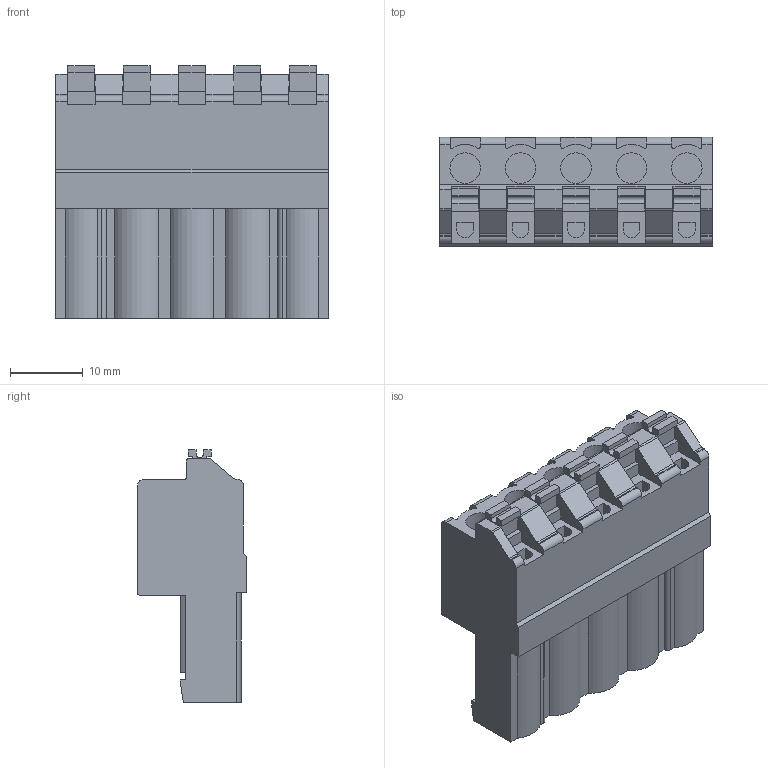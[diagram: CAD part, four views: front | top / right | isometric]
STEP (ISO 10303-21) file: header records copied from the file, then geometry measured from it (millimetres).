
FILE_DESCRIPTION(('CATIA V5 STEP Exchange','CAx-IF Rec.Pracs.--- Model Styling and Organization---1.2---2011-12-15'),'2;1');
FILE_NAME ('D1447603_0_1043620000_1043620000.stp','2018-11-19T11:50:46+00:00',('none'),('Weidmueller'),'CATIA Version 5-6 Release 2014','CATIA V5 STEP AP214','none');
FILE_SCHEMA(('AUTOMOTIVE_DESIGN { 1 0 10303 214 1 1 1 1 }'));
Length unit declared in the file: millimetre
Products named in the file (1): 1043620000
Bounding box: 37.48 x 15.05 x 34.73 mm (x, y, z)
Volume: 10209.9 mm3; surface area: 7870.7 mm2
Topology: 11 solids, 11 shells, 538 faces, 1496 edges, 995 vertices
Faces by surface type: plane 439, cylinder 99
Entity records: 15596 total; most frequent: ORIENTED_EDGE 2992, CARTESIAN_POINT 2771, DIRECTION 2054, EDGE_CURVE 1496, VECTOR 1293, LINE 1293, VERTEX_POINT 995, EDGE_LOOP 563
